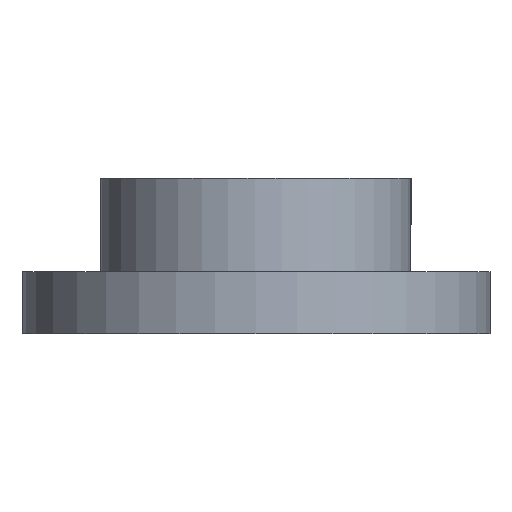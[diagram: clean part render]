
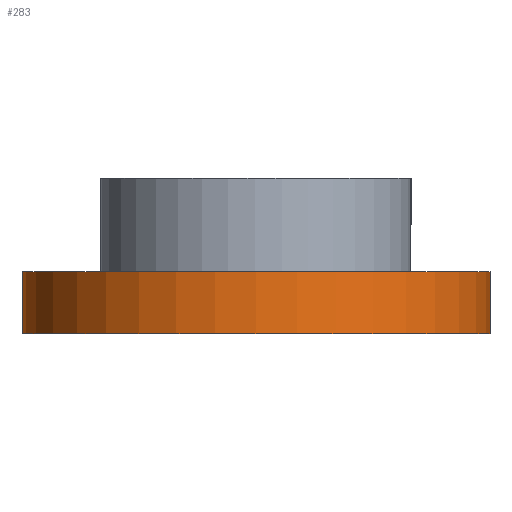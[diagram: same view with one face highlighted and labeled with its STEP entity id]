
A CAD part, front view. The second image highlights one B-rep face of the part: STEP entity #283.
In plain terms, the highlighted cylindrical face has radius 15.078 mm (diameter 30.156 mm), a partial arc.
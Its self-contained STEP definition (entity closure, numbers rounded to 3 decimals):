
#42=FACE_OUTER_BOUND('',#62,.T.);
#62=EDGE_LOOP('',(#250,#251,#252,#253));
#80=LINE('',#482,#101);
#85=LINE('',#493,#106);
#101=VECTOR('',#400,10.);
#106=VECTOR('',#411,10.);
#113=CIRCLE('',#310,15.078);
#123=CIRCLE('',#329,15.078);
#134=VERTEX_POINT('',#447);
#135=VERTEX_POINT('',#448);
#145=VERTEX_POINT('',#481);
#148=VERTEX_POINT('',#491);
#162=EDGE_CURVE('',#134,#135,#113,.T.);
#179=EDGE_CURVE('',#134,#145,#80,.T.);
#185=EDGE_CURVE('',#135,#148,#85,.T.);
#186=EDGE_CURVE('',#145,#148,#123,.T.);
#250=ORIENTED_EDGE('',*,*,#162,.T.);
#251=ORIENTED_EDGE('',*,*,#185,.T.);
#252=ORIENTED_EDGE('',*,*,#186,.F.);
#253=ORIENTED_EDGE('',*,*,#179,.F.);
#269=CYLINDRICAL_SURFACE('',#328,15.078);
#283=ADVANCED_FACE('',(#42),#269,.T.);
#310=AXIS2_PLACEMENT_3D('',#449,#362,#363);
#328=AXIS2_PLACEMENT_3D('',#494,#412,#413);
#329=AXIS2_PLACEMENT_3D('',#495,#414,#415);
#362=DIRECTION('center_axis',(0.,0.,1.));
#363=DIRECTION('ref_axis',(-1.,0.,0.));
#400=DIRECTION('',(0.,0.,1.));
#411=DIRECTION('',(0.,0.,1.));
#412=DIRECTION('center_axis',(0.,0.,1.));
#413=DIRECTION('ref_axis',(-1.,0.,0.));
#414=DIRECTION('center_axis',(0.,0.,1.));
#415=DIRECTION('ref_axis',(-1.,0.,0.));
#447=CARTESIAN_POINT('',(-15.032,0.,0.));
#448=CARTESIAN_POINT('',(15.124,0.,0.));
#449=CARTESIAN_POINT('Origin',(0.046,0.,0.));
#481=CARTESIAN_POINT('',(-15.032,0.,4.));
#482=CARTESIAN_POINT('',(-15.032,0.,0.));
#491=CARTESIAN_POINT('',(15.124,0.,4.));
#493=CARTESIAN_POINT('',(15.124,0.,0.));
#494=CARTESIAN_POINT('Origin',(0.046,0.,0.));
#495=CARTESIAN_POINT('Origin',(0.046,0.,4.));
